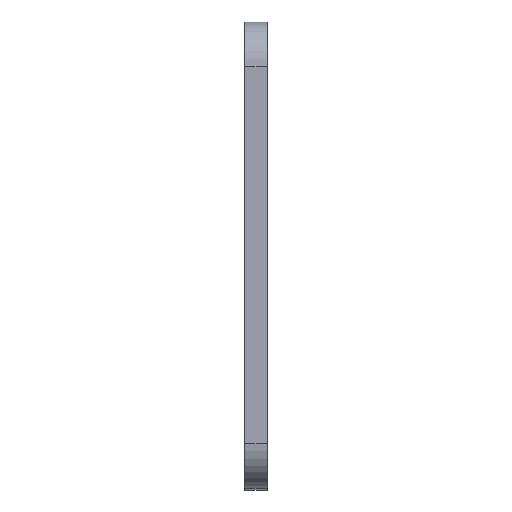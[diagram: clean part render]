
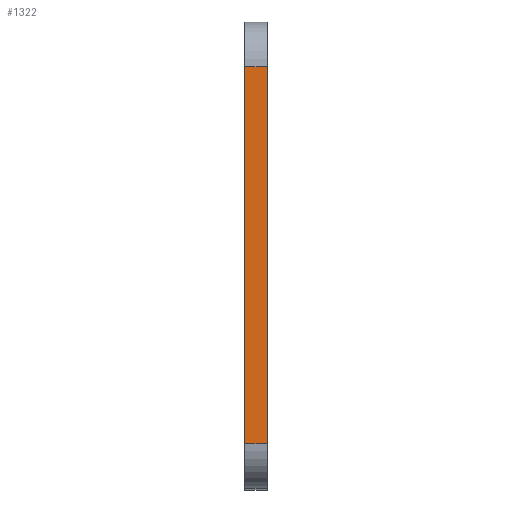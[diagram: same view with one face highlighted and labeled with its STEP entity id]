
A CAD part, top view. The second image highlights one B-rep face of the part: STEP entity #1322.
In plain terms, the highlighted planar face has unit normal (0, 0, 1).
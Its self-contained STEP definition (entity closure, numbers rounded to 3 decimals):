
#1263=CARTESIAN_POINT('Vertex',(3.,-25.25,66.5)) ;
#1266=CARTESIAN_POINT('Line Origine',(1.5,-25.25,66.5)) ;
#1270=CARTESIAN_POINT('Vertex',(0.,-25.25,66.5)) ;
#1292=CARTESIAN_POINT('Axis2P3D Location',(0.,-31.25,66.5)) ;
#1297=CARTESIAN_POINT('Line Origine',(1.5,25.25,66.5)) ;
#1301=CARTESIAN_POINT('Vertex',(0.,25.25,66.5)) ;
#1303=CARTESIAN_POINT('Vertex',(3.,25.25,66.5)) ;
#1306=CARTESIAN_POINT('Line Origine',(0.,0.,66.5)) ;
#1311=CARTESIAN_POINT('Line Origine',(3.,0.,66.5)) ;
#1267=DIRECTION('Vector Direction',(1.,0.,0.)) ;
#1293=DIRECTION('Axis2P3D Direction',(0.,0.,-1.)) ;
#1294=DIRECTION('Axis2P3D XDirection',(0.,1.,0.)) ;
#1298=DIRECTION('Vector Direction',(1.,0.,0.)) ;
#1307=DIRECTION('Vector Direction',(0.,1.,0.)) ;
#1312=DIRECTION('Vector Direction',(0.,1.,0.)) ;
#1295=AXIS2_PLACEMENT_3D('Plane Axis2P3D',#1292,#1293,#1294) ;
#1317=ORIENTED_EDGE('',*,*,#1305,.F.) ;
#1318=ORIENTED_EDGE('',*,*,#1310,.T.) ;
#1319=ORIENTED_EDGE('',*,*,#1272,.T.) ;
#1320=ORIENTED_EDGE('',*,*,#1315,.F.) ;
#1268=VECTOR('Line Direction',#1267,1.) ;
#1299=VECTOR('Line Direction',#1298,1.) ;
#1308=VECTOR('Line Direction',#1307,1.) ;
#1313=VECTOR('Line Direction',#1312,1.) ;
#1322=ADVANCED_FACE('Corps principal',(#1321),#1296,.F.) ;
#1272=EDGE_CURVE('',#1271,#1264,#1269,.T.) ;
#1305=EDGE_CURVE('',#1302,#1304,#1300,.T.) ;
#1310=EDGE_CURVE('',#1302,#1271,#1309,.F.) ;
#1315=EDGE_CURVE('',#1304,#1264,#1314,.F.) ;
#1316=EDGE_LOOP('',(#1317,#1318,#1319,#1320)) ;
#1321=FACE_OUTER_BOUND('',#1316,.T.) ;
#1269=LINE('Line',#1266,#1268) ;
#1300=LINE('Line',#1297,#1299) ;
#1309=LINE('Line',#1306,#1308) ;
#1314=LINE('Line',#1311,#1313) ;
#1296=PLANE('Plane',#1295) ;
#1264=VERTEX_POINT('',#1263) ;
#1271=VERTEX_POINT('',#1270) ;
#1302=VERTEX_POINT('',#1301) ;
#1304=VERTEX_POINT('',#1303) ;
